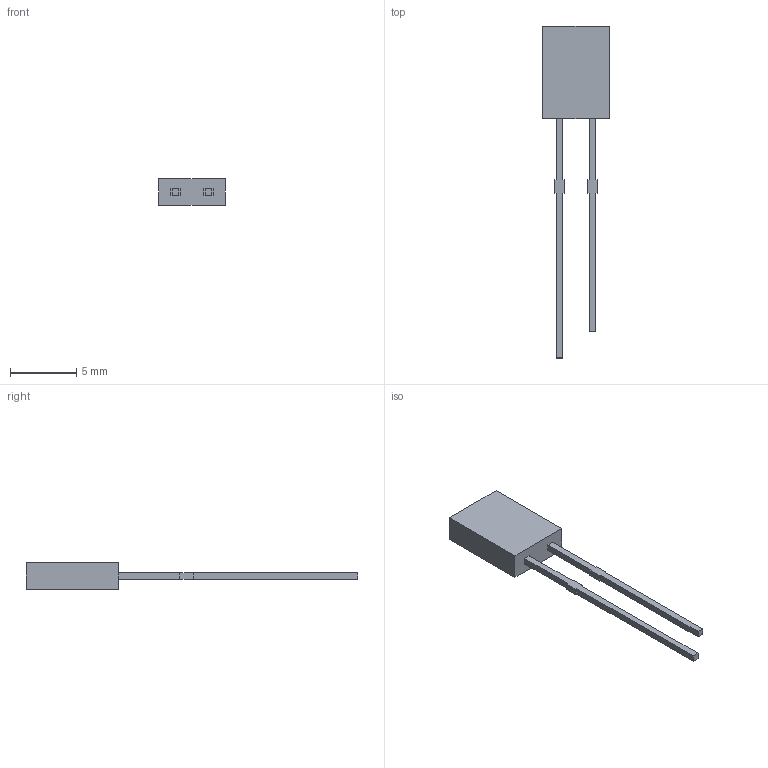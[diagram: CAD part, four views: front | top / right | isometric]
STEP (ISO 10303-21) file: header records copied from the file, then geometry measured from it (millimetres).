
FILE_DESCRIPTION(/* description */ (''),/* implementation_level */ '2;1');
FILE_NAME(/* name */ 'LED cuadrado.stp',/* time_stamp */ '2017-07-19T14:11:19-07:00',/* author */ ('Jonathan Velandia'),/* organization */ (''),/* preprocessor_version */ 'ST-DEVELOPER v16.13',/* originating_system */ 'Autodesk Inventor 2018',/* authorisation */ '');
FILE_SCHEMA (('AUTOMOTIVE_DESIGN { 1 0 10303 214 3 1 1 }'));
Length unit declared in the file: millimetre
Products named in the file (3): LED cuadrado; LED; LED2
Assembly tree (2 placements, depth 2):
  LED cuadrado
    LED
    LED2
Bounding box: 5 x 25 x 2 mm (x, y, z)
Volume: 82.9 mm3; surface area: 227.2 mm2
Topology: 3 solids, 3 shells, 50 faces, 126 edges, 84 vertices
Faces by surface type: plane 49, cylinder 1
Entity records: 1581 total; most frequent: CARTESIAN_POINT 265, ORIENTED_EDGE 252, DIRECTION 238, EDGE_CURVE 126, LINE 124, VECTOR 124, VERTEX_POINT 84, AXIS2_PLACEMENT_3D 57
